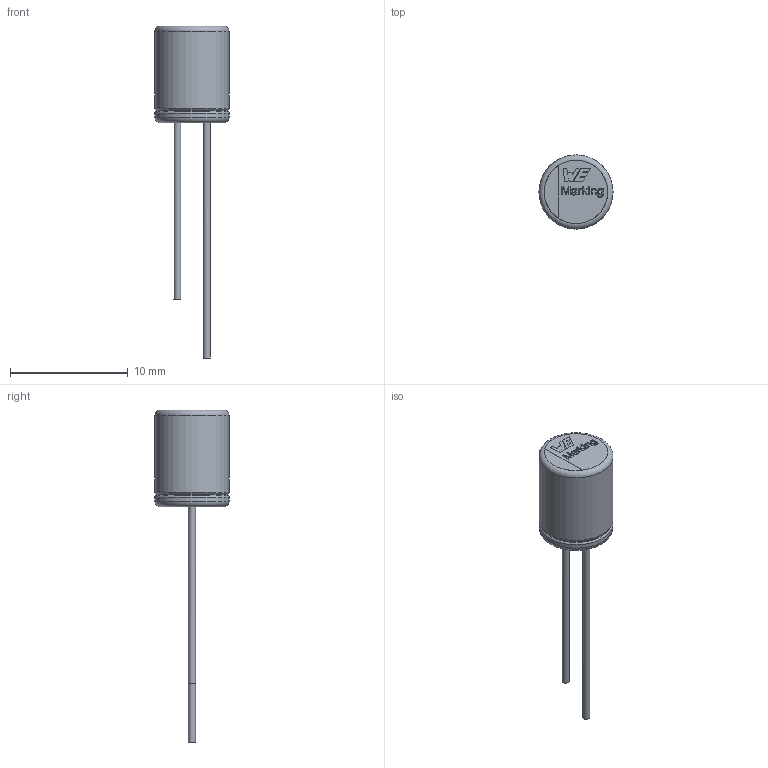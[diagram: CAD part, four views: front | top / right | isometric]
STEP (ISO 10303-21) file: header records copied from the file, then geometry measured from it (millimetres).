
FILE_DESCRIPTION(/* description */ ('Unknown'),/* implementation_level */ '2;1');
FILE_NAME(/* name */ '6.3x8x2.5x0.6',/* time_stamp */ '2020-04-08T14:47:57+02:00',/* author */ ('Unknown'),/* organization */ ('Unknown'),/* preprocessor_version */ 'ST-DEVELOPER v16.7',/* originating_system */ 'DEX',/* authorisation */ $);
FILE_SCHEMA (('AUTOMOTIVE_DESIGN {1 0 10303 214 3 1 1}'));
Length unit declared in the file: millimetre
Products named in the file (1): 6.3x8x2.5x0.6
Bounding box: 6.3 x 6.3 x 28.22 mm (x, y, z)
Volume: 258 mm3; surface area: 729.7 mm2
Topology: 3 solids, 3 shells, 167 faces, 387 edges, 249 vertices
Faces by surface type: plane 106, cylinder 27, torus 18, bspline 16
Full cylindrical faces by diameter (mm): 0.6 x2, 0.7 x1, 0.875 x1, 1.4 x1, 1.575 x1, 3.5 x1, 3.675 x1, 4.2 x1, 4.375 x1, 4.54 x1, 5.215 x1, 5.404 x1, 5.81 x1, 5.83 x1, 6.03 x1, 6.08 x2, 6.1 x2, 6.3 x2
Entity records: 6148 total; most frequent: CARTESIAN_POINT 1643, ORIENTED_EDGE 686, DIRECTION 594, EDGE_CURVE 343, VERTEX_POINT 246, EDGE_LOOP 231, FACE_BOUND 231, AXIS2_PLACEMENT_3D 223
